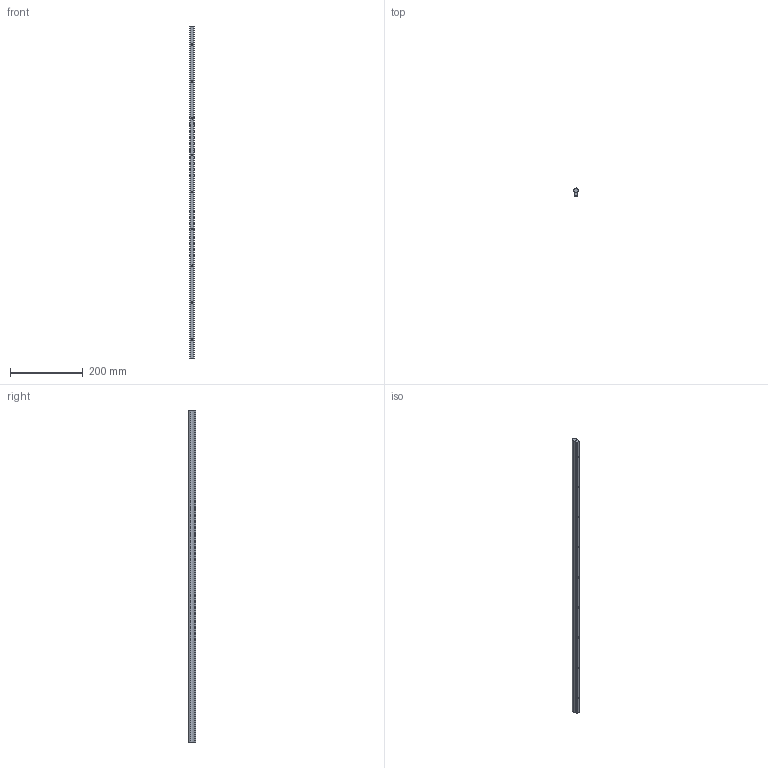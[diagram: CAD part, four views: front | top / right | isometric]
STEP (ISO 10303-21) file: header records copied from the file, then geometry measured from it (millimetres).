
FILE_DESCRIPTION (( 'STEP AP214' ), '1' );
FILE_NAME ('ShaftRailAssembly_37F42B0ED8.step', '2022-09-09T17:24:28', ( '' ), ( '' ), 'SwSTEP 2.0', 'SolidWorks 2019', '' );
FILE_SCHEMA (( 'AUTOMOTIVE_DESIGN' ));
Length unit declared in the file: inch
Products named in the file (3): ShaftRailAssembly_37F42B0ED8; QVQqM1IKhk_CADModel_0
Assembly tree (1 placements, depth 2):
  ShaftRailAssembly_37F42B0ED8
    QVQqM1IKhk_CADModel_0
  QVQqM1IKhk_CADModel_0
Bounding box: 12.7 x 20.62 x 914.4 mm (x, y, z)
Volume: 177133.3 mm3; surface area: 69662.2 mm2
Topology: 2 solids, 2 shells, 97 faces, 243 edges, 141 vertices
Faces by surface type: cylinder 56, plane 23, cone 18
Entity records: 4604 total; most frequent: CARTESIAN_POINT 1026, DIRECTION 469, ORIENTED_EDGE 450, EDGE_CURVE 225, AXIS2_PLACEMENT_3D 178, VERTEX_POINT 141, EDGE_LOOP 124, VECTOR 113
